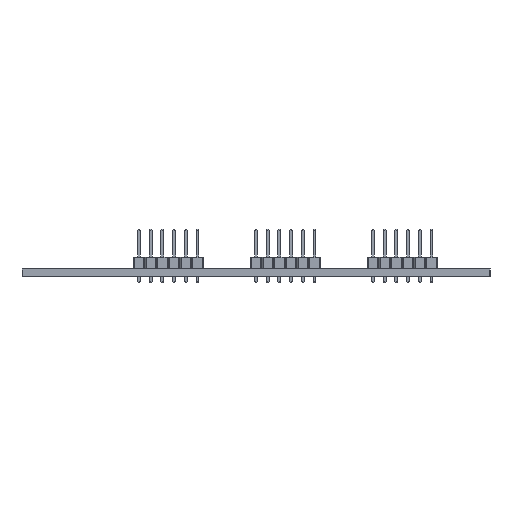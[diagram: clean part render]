
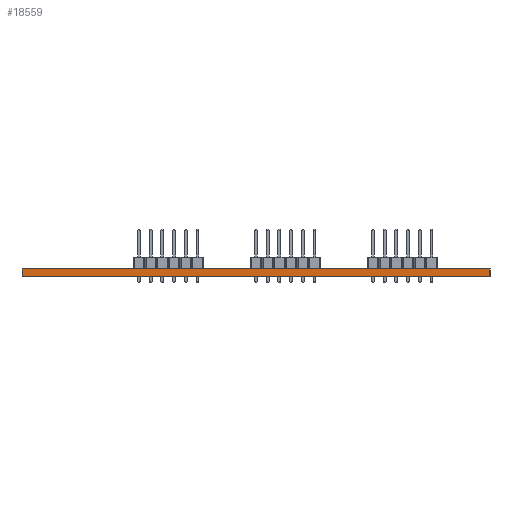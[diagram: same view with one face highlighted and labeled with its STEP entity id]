
A CAD part, left-side view. The second image highlights one B-rep face of the part: STEP entity #18559.
In plain terms, the highlighted planar face has unit normal (-1, 0, 0).
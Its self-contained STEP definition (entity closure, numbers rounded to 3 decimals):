
#9585 = PLANE('',#9586);
#9586 = AXIS2_PLACEMENT_3D('',#9587,#9588,#9589);
#9587 = CARTESIAN_POINT('',(93.775,-115.636,1.6));
#9588 = DIRECTION('',(0.,0.,-1.));
#9589 = DIRECTION('',(-1.,0.,0.));
#9639 = PLANE('',#9640);
#9640 = AXIS2_PLACEMENT_3D('',#9641,#9642,#9643);
#9641 = CARTESIAN_POINT('',(93.775,-115.636,0.));
#9642 = DIRECTION('',(0.,0.,-1.));
#9643 = DIRECTION('',(-1.,0.,0.));
#9672 = PLANE('',#9673);
#9673 = AXIS2_PLACEMENT_3D('',#9674,#9675,#9676);
#9674 = CARTESIAN_POINT('',(19.05,-63.5,0.));
#9675 = DIRECTION('',(0.,1.,0.));
#9676 = DIRECTION('',(1.,0.,0.));
#9860 = VERTEX_POINT('',#9861);
#9861 = CARTESIAN_POINT('',(19.05,-165.1,0.));
#9875 = PLANE('',#9876);
#9876 = AXIS2_PLACEMENT_3D('',#9877,#9878,#9879);
#9877 = CARTESIAN_POINT('',(172.72,-165.1,0.));
#9878 = DIRECTION('',(0.,-1.,0.));
#9879 = DIRECTION('',(-1.,0.,0.));
#9887 = EDGE_CURVE('',#9860,#9888,#9890,.T.);
#9888 = VERTEX_POINT('',#9889);
#9889 = CARTESIAN_POINT('',(19.05,-63.5,0.));
#9890 = SURFACE_CURVE('',#9891,(#9895,#9902),.PCURVE_S1.);
#9891 = LINE('',#9892,#9893);
#9892 = CARTESIAN_POINT('',(19.05,-165.1,0.));
#9893 = VECTOR('',#9894,1.);
#9894 = DIRECTION('',(0.,1.,0.));
#9895 = PCURVE('',#9639,#9896);
#9896 = DEFINITIONAL_REPRESENTATION('',(#9897),#9901);
#9897 = LINE('',#9898,#9899);
#9898 = CARTESIAN_POINT('',(74.725,-49.464));
#9899 = VECTOR('',#9900,1.);
#9900 = DIRECTION('',(0.,1.));
#9901 = ( GEOMETRIC_REPRESENTATION_CONTEXT(2) 
PARAMETRIC_REPRESENTATION_CONTEXT() REPRESENTATION_CONTEXT('2D SPACE',''
  ) );
#9902 = PCURVE('',#9903,#9908);
#9903 = PLANE('',#9904);
#9904 = AXIS2_PLACEMENT_3D('',#9905,#9906,#9907);
#9905 = CARTESIAN_POINT('',(19.05,-165.1,0.));
#9906 = DIRECTION('',(-1.,0.,0.));
#9907 = DIRECTION('',(0.,1.,0.));
#9908 = DEFINITIONAL_REPRESENTATION('',(#9909),#9913);
#9909 = LINE('',#9910,#9911);
#9910 = CARTESIAN_POINT('',(0.,0.));
#9911 = VECTOR('',#9912,1.);
#9912 = DIRECTION('',(1.,0.));
#9913 = ( GEOMETRIC_REPRESENTATION_CONTEXT(2) 
PARAMETRIC_REPRESENTATION_CONTEXT() REPRESENTATION_CONTEXT('2D SPACE',''
  ) );
#14539 = VERTEX_POINT('',#14540);
#14540 = CARTESIAN_POINT('',(19.05,-165.1,1.6));
#14561 = EDGE_CURVE('',#14539,#14562,#14564,.T.);
#14562 = VERTEX_POINT('',#14563);
#14563 = CARTESIAN_POINT('',(19.05,-63.5,1.6));
#14564 = SURFACE_CURVE('',#14565,(#14569,#14576),.PCURVE_S1.);
#14565 = LINE('',#14566,#14567);
#14566 = CARTESIAN_POINT('',(19.05,-165.1,1.6));
#14567 = VECTOR('',#14568,1.);
#14568 = DIRECTION('',(0.,1.,0.));
#14569 = PCURVE('',#9585,#14570);
#14570 = DEFINITIONAL_REPRESENTATION('',(#14571),#14575);
#14571 = LINE('',#14572,#14573);
#14572 = CARTESIAN_POINT('',(74.725,-49.464));
#14573 = VECTOR('',#14574,1.);
#14574 = DIRECTION('',(0.,1.));
#14575 = ( GEOMETRIC_REPRESENTATION_CONTEXT(2) 
PARAMETRIC_REPRESENTATION_CONTEXT() REPRESENTATION_CONTEXT('2D SPACE',''
  ) );
#14576 = PCURVE('',#9903,#14577);
#14577 = DEFINITIONAL_REPRESENTATION('',(#14578),#14582);
#14578 = LINE('',#14579,#14580);
#14579 = CARTESIAN_POINT('',(0.,-1.6));
#14580 = VECTOR('',#14581,1.);
#14581 = DIRECTION('',(1.,0.));
#14582 = ( GEOMETRIC_REPRESENTATION_CONTEXT(2) 
PARAMETRIC_REPRESENTATION_CONTEXT() REPRESENTATION_CONTEXT('2D SPACE',''
  ) );
#18509 = EDGE_CURVE('',#9888,#14562,#18510,.T.);
#18510 = SURFACE_CURVE('',#18511,(#18515,#18522),.PCURVE_S1.);
#18511 = LINE('',#18512,#18513);
#18512 = CARTESIAN_POINT('',(19.05,-63.5,0.));
#18513 = VECTOR('',#18514,1.);
#18514 = DIRECTION('',(0.,0.,1.));
#18515 = PCURVE('',#9672,#18516);
#18516 = DEFINITIONAL_REPRESENTATION('',(#18517),#18521);
#18517 = LINE('',#18518,#18519);
#18518 = CARTESIAN_POINT('',(0.,0.));
#18519 = VECTOR('',#18520,1.);
#18520 = DIRECTION('',(0.,-1.));
#18521 = ( GEOMETRIC_REPRESENTATION_CONTEXT(2) 
PARAMETRIC_REPRESENTATION_CONTEXT() REPRESENTATION_CONTEXT('2D SPACE',''
  ) );
#18522 = PCURVE('',#9903,#18523);
#18523 = DEFINITIONAL_REPRESENTATION('',(#18524),#18528);
#18524 = LINE('',#18525,#18526);
#18525 = CARTESIAN_POINT('',(101.6,0.));
#18526 = VECTOR('',#18527,1.);
#18527 = DIRECTION('',(0.,-1.));
#18528 = ( GEOMETRIC_REPRESENTATION_CONTEXT(2) 
PARAMETRIC_REPRESENTATION_CONTEXT() REPRESENTATION_CONTEXT('2D SPACE',''
  ) );
#18559 = ADVANCED_FACE('',(#18560),#9903,.T.);
#18560 = FACE_BOUND('',#18561,.T.);
#18561 = EDGE_LOOP('',(#18562,#18583,#18584,#18585));
#18562 = ORIENTED_EDGE('',*,*,#18563,.T.);
#18563 = EDGE_CURVE('',#9860,#14539,#18564,.T.);
#18564 = SURFACE_CURVE('',#18565,(#18569,#18576),.PCURVE_S1.);
#18565 = LINE('',#18566,#18567);
#18566 = CARTESIAN_POINT('',(19.05,-165.1,0.));
#18567 = VECTOR('',#18568,1.);
#18568 = DIRECTION('',(0.,0.,1.));
#18569 = PCURVE('',#9903,#18570);
#18570 = DEFINITIONAL_REPRESENTATION('',(#18571),#18575);
#18571 = LINE('',#18572,#18573);
#18572 = CARTESIAN_POINT('',(0.,0.));
#18573 = VECTOR('',#18574,1.);
#18574 = DIRECTION('',(0.,-1.));
#18575 = ( GEOMETRIC_REPRESENTATION_CONTEXT(2) 
PARAMETRIC_REPRESENTATION_CONTEXT() REPRESENTATION_CONTEXT('2D SPACE',''
  ) );
#18576 = PCURVE('',#9875,#18577);
#18577 = DEFINITIONAL_REPRESENTATION('',(#18578),#18582);
#18578 = LINE('',#18579,#18580);
#18579 = CARTESIAN_POINT('',(153.67,0.));
#18580 = VECTOR('',#18581,1.);
#18581 = DIRECTION('',(0.,-1.));
#18582 = ( GEOMETRIC_REPRESENTATION_CONTEXT(2) 
PARAMETRIC_REPRESENTATION_CONTEXT() REPRESENTATION_CONTEXT('2D SPACE',''
  ) );
#18583 = ORIENTED_EDGE('',*,*,#14561,.T.);
#18584 = ORIENTED_EDGE('',*,*,#18509,.F.);
#18585 = ORIENTED_EDGE('',*,*,#9887,.F.);
